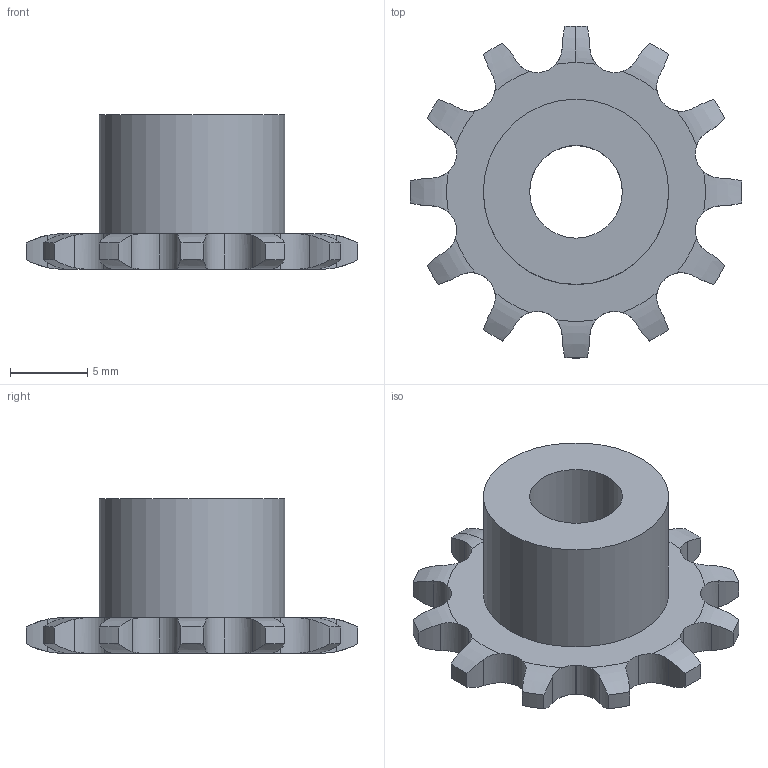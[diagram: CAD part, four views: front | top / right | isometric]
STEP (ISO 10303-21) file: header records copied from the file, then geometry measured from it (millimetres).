
FILE_DESCRIPTION(('FreeCAD Model'),'2;1');
FILE_NAME('Open CASCADE Shape Model','2021-02-24T18:57:51',('Author'),( ''),'Open CASCADE STEP processor 7.4','FreeCAD','Unknown');
FILE_SCHEMA(('AUTOMOTIVE_DESIGN { 1 0 10303 214 1 1 1 1 }'));
Length unit declared in the file: millimetre
Products named in the file (1): Hole
Bounding box: 21.49 x 21.5 x 10 mm (x, y, z)
Volume: 1186.4 mm3; surface area: 1151.9 mm2
Topology: 1 solids, 1 shells, 115 faces, 336 edges, 224 vertices
Faces by surface type: cylinder 62, plane 27, revolution 26
Full cylindrical faces by diameter (mm): 6 x1, 12 x1
Entity records: 11019 total; most frequent: CARTESIAN_POINT 4800, DIRECTION 1021, ORIENTED_EDGE 672, PCURVE 672, DEFINITIONAL_REPRESENTATION 672, LINE 512, VECTOR 512, EDGE_CURVE 336
